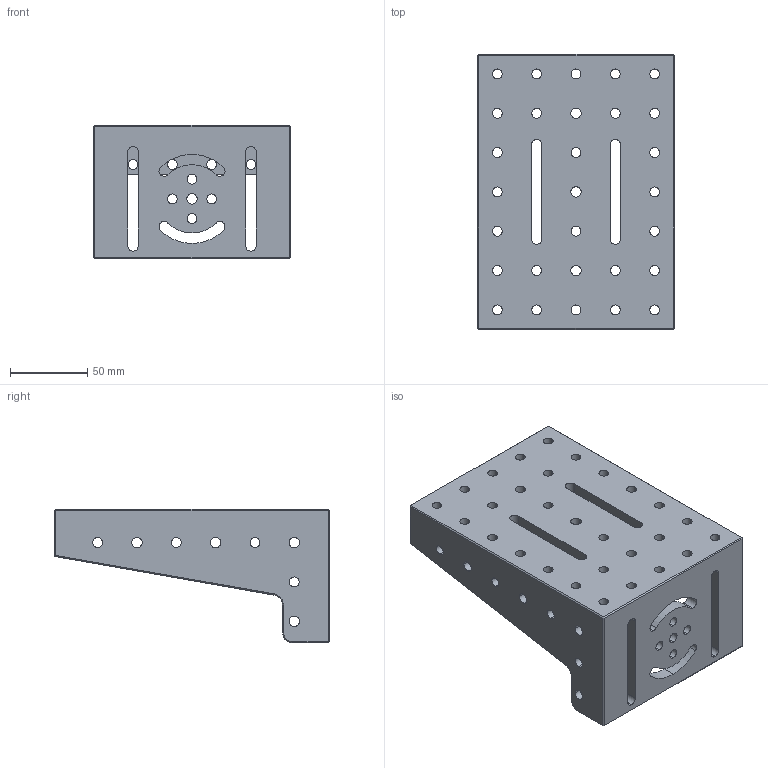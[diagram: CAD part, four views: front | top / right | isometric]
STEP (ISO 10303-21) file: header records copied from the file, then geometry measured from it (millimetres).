
FILE_DESCRIPTION (( 'STEP AP214' ), '1' );
FILE_NAME ('6508-E0W.STEP', '2013-08-22T17:25:43', ( '' ), ( '' ), 'SwSTEP 2.0', 'SolidWorks 2012', '' );
FILE_SCHEMA (( 'AUTOMOTIVE_DESIGN' ));
Length unit declared in the file: inch
Products named in the file (1): 6508-E0W
Bounding box: 127 x 177.8 x 86.36 mm (x, y, z)
Volume: 369369.6 mm3; surface area: 109699.1 mm2
Topology: 1 solids, 1 shells, 441 faces, 1217 edges, 802 vertices
Faces by surface type: plane 185, cylinder 148, bspline 104, cone 4
Entity records: 22274 total; most frequent: CARTESIAN_POINT 5445, ORIENTED_EDGE 2434, DIRECTION 1973, EDGE_CURVE 1217, VERTEX_POINT 802, VECTOR 705, LINE 705, AXIS2_PLACEMENT_3D 634
